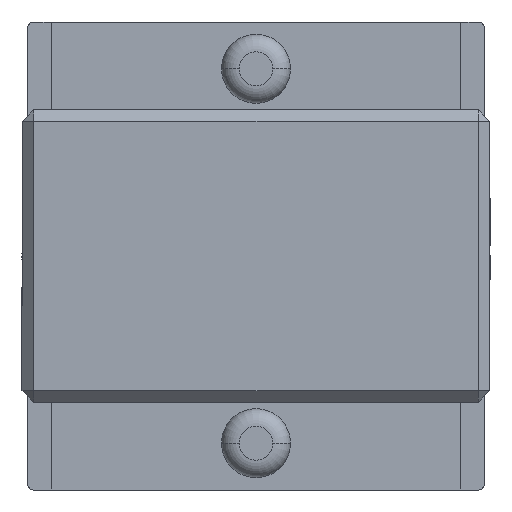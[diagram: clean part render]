
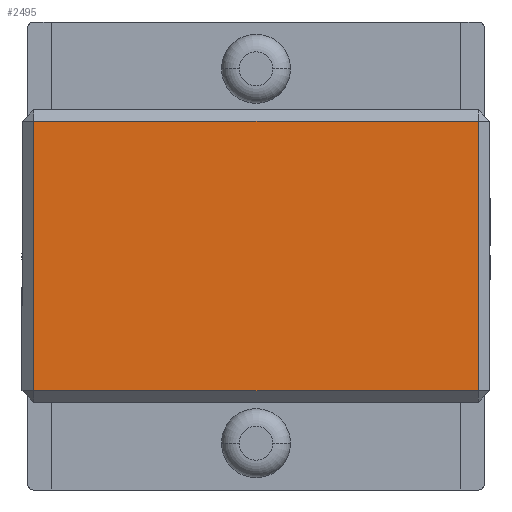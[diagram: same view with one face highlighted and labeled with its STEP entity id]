
A CAD part, front view. The second image highlights one B-rep face of the part: STEP entity #2495.
In plain terms, the highlighted planar face has unit normal (0, -1, 0).
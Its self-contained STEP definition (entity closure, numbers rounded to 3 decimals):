
#378 = VECTOR ( 'NONE', #6288, 1000. ) ;
#621 = ORIENTED_EDGE ( 'NONE', *, *, #8460, .T. ) ;
#865 = VECTOR ( 'NONE', #10798, 1000. ) ;
#988 = DIRECTION ( 'NONE',  ( 0., 0., 1. ) ) ;
#1390 = DIRECTION ( 'NONE',  ( 0., 0., 1. ) ) ;
#1439 = VECTOR ( 'NONE', #3362, 1000. ) ;
#1655 = CARTESIAN_POINT ( 'NONE',  ( -19., 0., 11.5 ) ) ;
#1913 = VERTEX_POINT ( 'NONE', #8043 ) ;
#2170 = ORIENTED_EDGE ( 'NONE', *, *, #6296, .T. ) ;
#2493 = CARTESIAN_POINT ( 'NONE',  ( -19., 0., 0. ) ) ;
#2495 = ADVANCED_FACE ( 'NONE', ( #6157 ), #10624, .F. ) ;
#3106 = LINE ( 'NONE', #5597, #865 ) ;
#3362 = DIRECTION ( 'NONE',  ( 0., 0., -1. ) ) ;
#4698 = CARTESIAN_POINT ( 'NONE',  ( 0., 0., 0. ) ) ;
#5423 = LINE ( 'NONE', #6359, #378 ) ;
#5597 = CARTESIAN_POINT ( 'NONE',  ( 0., 0., 11.5 ) ) ;
#6157 = FACE_OUTER_BOUND ( 'NONE', #7896, .T. ) ;
#6181 = VECTOR ( 'NONE', #988, 1000. ) ;
#6195 = VERTEX_POINT ( 'NONE', #8199 ) ;
#6288 = DIRECTION ( 'NONE',  ( 1., 0., 0. ) ) ;
#6291 = VERTEX_POINT ( 'NONE', #1655 ) ;
#6296 = EDGE_CURVE ( 'NONE', #6291, #1913, #9863, .T. ) ;
#6359 = CARTESIAN_POINT ( 'NONE',  ( 0., 0., -11.5 ) ) ;
#6361 = EDGE_CURVE ( 'NONE', #9615, #6195, #8435, .T. ) ;
#6430 = AXIS2_PLACEMENT_3D ( 'NONE', #4698, #9822, #1390 ) ;
#7387 = ORIENTED_EDGE ( 'NONE', *, *, #6361, .T. ) ;
#7615 = EDGE_CURVE ( 'NONE', #6195, #6291, #3106, .T. ) ;
#7896 = EDGE_LOOP ( 'NONE', ( #2170, #621, #7387, #9766 ) ) ;
#8043 = CARTESIAN_POINT ( 'NONE',  ( -19., 0., -11.5 ) ) ;
#8199 = CARTESIAN_POINT ( 'NONE',  ( 19., 0., 11.5 ) ) ;
#8435 = LINE ( 'NONE', #9172, #6181 ) ;
#8460 = EDGE_CURVE ( 'NONE', #1913, #9615, #5423, .T. ) ;
#9172 = CARTESIAN_POINT ( 'NONE',  ( 19., 0., 0. ) ) ;
#9615 = VERTEX_POINT ( 'NONE', #10503 ) ;
#9766 = ORIENTED_EDGE ( 'NONE', *, *, #7615, .T. ) ;
#9822 = DIRECTION ( 'NONE',  ( 0., 1., 0. ) ) ;
#9863 = LINE ( 'NONE', #2493, #1439 ) ;
#10503 = CARTESIAN_POINT ( 'NONE',  ( 19., 0., -11.5 ) ) ;
#10624 = PLANE ( 'NONE',  #6430 ) ;
#10798 = DIRECTION ( 'NONE',  ( -1., 0., 0. ) ) ;
